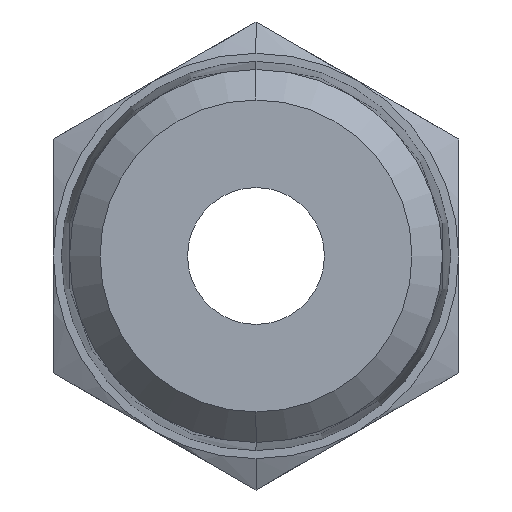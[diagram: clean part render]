
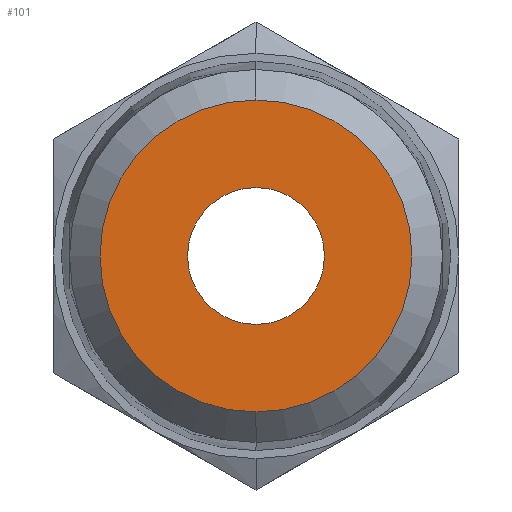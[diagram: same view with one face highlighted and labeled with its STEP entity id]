
A CAD part, left-side view. The second image highlights one B-rep face of the part: STEP entity #101.
In plain terms, the highlighted planar face has unit normal (-1, 0, 0).
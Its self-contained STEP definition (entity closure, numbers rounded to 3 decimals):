
#3=CARTESIAN_POINT('POINT2',(0.,0.
   ,2.413));
#4=VERTEX_POINT('VERTEX2',#3);
#20=CARTESIAN_POINT('POINT4',(0.,0.,-2.413
   ));
#21=VERTEX_POINT('VERTEX4',#20);
#28=CARTESIAN_POINT('POS4',(0.,0.,
   0.));
#29=DIRECTION('DIR5',(1.,0.,
   0.));
#30=DIRECTION('DIR6',(0.,0.,
   -1.));
#31=AXIS2_PLACEMENT_3D('AXIS2',#28,#29,#30);
#32=CIRCLE('ELLIPSE2',#31,2.413);
#33=EDGE_CURVE('EDGE4',#4,#21,#32,.T.);
#44=EDGE_CURVE('EDGE5',#21,#4,#32,.T.);
#77=ORIENTED_EDGE('COEDGE13',*,*,#44,.T.);
#78=ORIENTED_EDGE('COEDGE14',*,*,#33,.T.);
#79=EDGE_LOOP('NONE',(#77,#78));
#80=FACE_BOUND('LOOP1',#79,.T.);
#81=CARTESIAN_POINT('POINT7',(0.,0.,
   -5.498));
#82=VERTEX_POINT('VERTEX7',#81);
#83=CARTESIAN_POINT('POINT8',(0.,0.
   ,5.498));
#84=VERTEX_POINT('VERTEX8',#83);
#85=CARTESIAN_POINT('POS8',(0.,0.,
   0.));
#86=DIRECTION('DIR13',(-1.,0.,
   0.));
#87=DIRECTION('DIR14',(0.,0.,
   -1.));
#88=AXIS2_PLACEMENT_3D('AXIS6',#85,#86,#87);
#89=CIRCLE('ELLIPSE4',#88,5.498);
#90=EDGE_CURVE('EDGE9',#82,#84,#89,.T.);
#91=ORIENTED_EDGE('COEDGE15',*,*,#90,.T.);
#92=EDGE_CURVE('EDGE10',#84,#82,#89,.T.);
#93=ORIENTED_EDGE('COEDGE16',*,*,#92,.T.);
#94=EDGE_LOOP('NONE',(#91,#93));
#95=FACE_BOUND('LOOP1',#94,.T.);
#96=CARTESIAN_POINT('POS9',(0.,0.,
   -3.27));
#97=DIRECTION('DIR15',(-1.,0.,
   0.));
#98=DIRECTION('DIR16',(0.,1.,
   0.));
#99=AXIS2_PLACEMENT_3D('AXIS7',#96,#97,#98);
#100=PLANE('PLANE2',#99);
#101=ADVANCED_FACE('FACE4',(#80,#95),#100,.T.);
